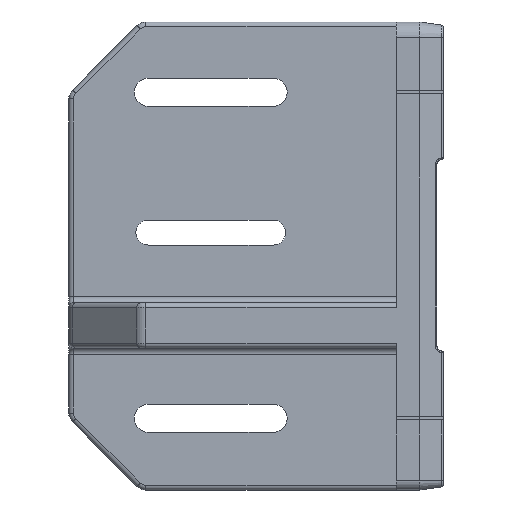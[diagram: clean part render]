
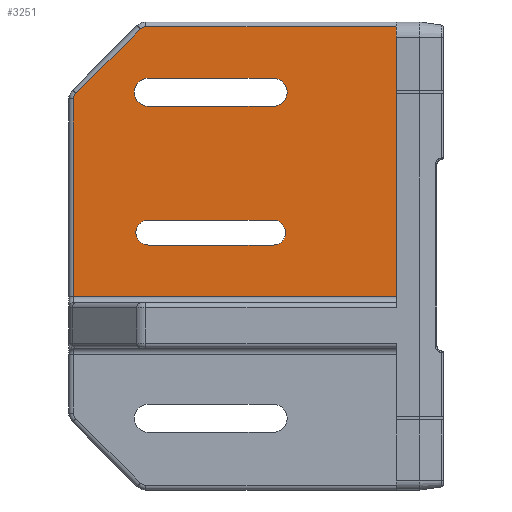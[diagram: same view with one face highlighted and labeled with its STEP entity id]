
A CAD part, left-side view. The second image highlights one B-rep face of the part: STEP entity #3251.
In plain terms, the highlighted planar face has unit normal (-1, 0, 0).
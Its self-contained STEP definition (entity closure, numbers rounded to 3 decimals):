
#3251=ADVANCED_FACE('NONE',(#8270,#8271,#8272),#8273,.F.);
#8270=FACE_OUTER_BOUND('',#20252,.T.);
#8271=FACE_BOUND('',#20253,.T.);
#8272=FACE_BOUND('',#20254,.T.);
#8273=PLANE('',#20255);
#20252=EDGE_LOOP('',(#41302,#41303,#41304,#41305,#41306,#41307,#41308));
#20253=EDGE_LOOP('',(#41309,#41310,#41311,#41312));
#20254=EDGE_LOOP('',(#41313,#41314,#41315,#41316));
#20255=AXIS2_PLACEMENT_3D('',#41317,#41318,#41319);
#41302=ORIENTED_EDGE('',*,*,#57356,.T.);
#41303=ORIENTED_EDGE('',*,*,#57357,.T.);
#41304=ORIENTED_EDGE('',*,*,#57146,.T.);
#41305=ORIENTED_EDGE('',*,*,#57358,.T.);
#41306=ORIENTED_EDGE('',*,*,#57359,.T.);
#41307=ORIENTED_EDGE('',*,*,#57360,.T.);
#41308=ORIENTED_EDGE('',*,*,#57361,.T.);
#41309=ORIENTED_EDGE('',*,*,#57362,.T.);
#41310=ORIENTED_EDGE('',*,*,#57363,.T.);
#41311=ORIENTED_EDGE('',*,*,#57364,.T.);
#41312=ORIENTED_EDGE('',*,*,#57365,.T.);
#41313=ORIENTED_EDGE('',*,*,#57366,.T.);
#41314=ORIENTED_EDGE('',*,*,#57367,.T.);
#41315=ORIENTED_EDGE('',*,*,#57368,.T.);
#41316=ORIENTED_EDGE('',*,*,#57369,.T.);
#41317=CARTESIAN_POINT('',(15.0,112.5,-15.0));
#41318=DIRECTION('',(1.0,0.0,0.));
#41319=DIRECTION('',(0.0,1.0,0.0));
#57146=EDGE_CURVE('NONE',#66048,#66046,#66049,.T.);
#57356=EDGE_CURVE('NONE',#66416,#66417,#66418,.T.);
#57357=EDGE_CURVE('NONE',#66417,#66048,#66419,.T.);
#57358=EDGE_CURVE('NONE',#66046,#66420,#66421,.T.);
#57359=EDGE_CURVE('NONE',#66420,#66422,#66423,.T.);
#57360=EDGE_CURVE('NONE',#66422,#66424,#66425,.T.);
#57361=EDGE_CURVE('NONE',#66424,#66416,#66426,.T.);
#57362=EDGE_CURVE('NONE',#66427,#66428,#66429,.T.);
#57363=EDGE_CURVE('NONE',#66428,#66430,#66431,.T.);
#57364=EDGE_CURVE('NONE',#66430,#66432,#66433,.T.);
#57365=EDGE_CURVE('NONE',#66432,#66427,#66434,.T.);
#57366=EDGE_CURVE('NONE',#66435,#66436,#66437,.T.);
#57367=EDGE_CURVE('NONE',#66436,#66438,#66439,.T.);
#57368=EDGE_CURVE('NONE',#66438,#66440,#66441,.T.);
#57369=EDGE_CURVE('NONE',#66440,#66435,#66442,.T.);
#66046=VERTEX_POINT('NONE',#84342);
#66048=VERTEX_POINT('NONE',#84344);
#66049=LINE('',#84345,#84346);
#66416=VERTEX_POINT('NONE',#85061);
#66417=VERTEX_POINT('NONE',#85062);
#66418=LINE('',#85063,#85064);
#66419=LINE('',#85065,#85066);
#66420=VERTEX_POINT('NONE',#85067);
#66421=LINE('',#85068,#85069);
#66422=VERTEX_POINT('NONE',#85070);
#66423=CIRCLE('',#85071,2.5);
#66424=VERTEX_POINT('NONE',#85072);
#66425=LINE('',#85073,#85074);
#66426=CIRCLE('',#85075,2.5);
#66427=VERTEX_POINT('NONE',#85076);
#66428=VERTEX_POINT('NONE',#85077);
#66429=CIRCLE('',#85078,4.5);
#66430=VERTEX_POINT('NONE',#85079);
#66431=LINE('',#85080,#85081);
#66432=VERTEX_POINT('NONE',#85082);
#66433=CIRCLE('',#85083,4.5);
#66434=LINE('',#85084,#85085);
#66435=VERTEX_POINT('NONE',#85086);
#66436=VERTEX_POINT('NONE',#85087);
#66437=CIRCLE('',#85088,4.);
#66438=VERTEX_POINT('NONE',#85089);
#66439=LINE('',#85090,#85091);
#66440=VERTEX_POINT('NONE',#85092);
#66441=CIRCLE('',#85093,4.);
#66442=LINE('',#85094,#85095);
#84342=CARTESIAN_POINT('',(15.0,7.5,73.5));
#84344=CARTESIAN_POINT('',(15.0,7.5,-13.0));
#84345=CARTESIAN_POINT('',(15.0,7.5,70.0));
#84346=VECTOR('',#103429,1000.0);
#85061=CARTESIAN_POINT('',(15.0,111.0,50.343));
#85062=CARTESIAN_POINT('',(15.0,111.0,-13.0));
#85063=CARTESIAN_POINT('',(15.0,111.0,-13.0));
#85064=VECTOR('',#103649,1000.0);
#85065=CARTESIAN_POINT('',(15.0,7.5,-13.0));
#85066=VECTOR('',#103650,1000.0);
#85067=CARTESIAN_POINT('',(15.0,87.843,73.5));
#85068=CARTESIAN_POINT('',(15.0,112.5,73.5));
#85069=VECTOR('',#103651,1000.0);
#85070=CARTESIAN_POINT('',(15.0,89.611,72.768));
#85071=AXIS2_PLACEMENT_3D('',#103652,#103653,#103654);
#85072=CARTESIAN_POINT('',(15.0,110.268,52.111));
#85073=CARTESIAN_POINT('',(15.0,110.268,52.111));
#85074=VECTOR('',#103655,1000.0);
#85075=AXIS2_PLACEMENT_3D('',#103656,#103657,#103658);
#85076=CARTESIAN_POINT('',(15.0,87.0,48.0));
#85077=CARTESIAN_POINT('',(15.0,87.0,57.0));
#85078=AXIS2_PLACEMENT_3D('',#103659,#103660,#103661);
#85079=CARTESIAN_POINT('',(15.0,47.0,57.0));
#85080=CARTESIAN_POINT('',(15.0,87.0,57.0));
#85081=VECTOR('',#103662,1000.0);
#85082=CARTESIAN_POINT('',(15.0,47.0,48.0));
#85083=AXIS2_PLACEMENT_3D('',#103663,#103664,#103665);
#85084=CARTESIAN_POINT('',(15.0,87.0,48.0));
#85085=VECTOR('',#103666,1000.0);
#85086=CARTESIAN_POINT('',(15.0,87.0,3.5));
#85087=CARTESIAN_POINT('',(15.0,87.0,11.5));
#85088=AXIS2_PLACEMENT_3D('',#103667,#103668,#103669);
#85089=CARTESIAN_POINT('',(15.0,47.0,11.5));
#85090=CARTESIAN_POINT('',(15.0,87.0,11.5));
#85091=VECTOR('',#103670,1000.0);
#85092=CARTESIAN_POINT('',(15.0,47.0,3.5));
#85093=AXIS2_PLACEMENT_3D('',#103671,#103672,#103673);
#85094=CARTESIAN_POINT('',(15.0,87.0,3.5));
#85095=VECTOR('',#103674,1000.0);
#103429=DIRECTION('',(0.,0.0,1.0));
#103649=DIRECTION('',(0.,-0.0,-1.0));
#103650=DIRECTION('',(0.0,-1.0,0.0));
#103651=DIRECTION('',(-0.0,1.0,-0.0));
#103652=CARTESIAN_POINT('',(15.0,87.843,71.0));
#103653=DIRECTION('',(-1.0,-0.0,-0.0));
#103654=DIRECTION('',(0.0,0.0,-1.0));
#103655=DIRECTION('',(0.,0.707,-0.707));
#103656=CARTESIAN_POINT('',(15.0,108.5,50.343));
#103657=DIRECTION('',(-1.0,-0.0,-0.0));
#103658=DIRECTION('',(0.0,0.0,-1.0));
#103659=CARTESIAN_POINT('',(15.0,87.0,52.5));
#103660=DIRECTION('',(1.0,-0.0,0.0));
#103661=DIRECTION('',(0.0,0.0,-1.0));
#103662=DIRECTION('',(0.,-1.0,0.));
#103663=CARTESIAN_POINT('',(15.0,47.0,52.5));
#103664=DIRECTION('',(1.0,-0.0,0.0));
#103665=DIRECTION('',(0.0,0.0,-1.0));
#103666=DIRECTION('',(0.,1.0,0.));
#103667=CARTESIAN_POINT('',(15.0,87.0,7.5));
#103668=DIRECTION('',(1.0,-0.0,0.0));
#103669=DIRECTION('',(0.0,0.0,-1.0));
#103670=DIRECTION('',(0.0,-1.0,0.0));
#103671=CARTESIAN_POINT('',(15.0,47.0,7.5));
#103672=DIRECTION('',(1.0,-0.0,0.0));
#103673=DIRECTION('',(0.0,0.0,-1.0));
#103674=DIRECTION('',(0.,1.0,0.));
